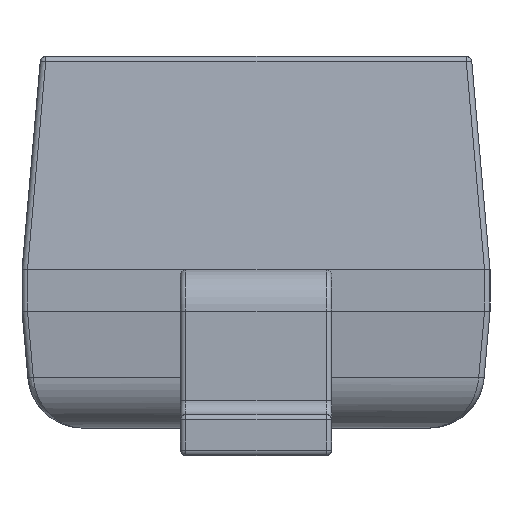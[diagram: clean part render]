
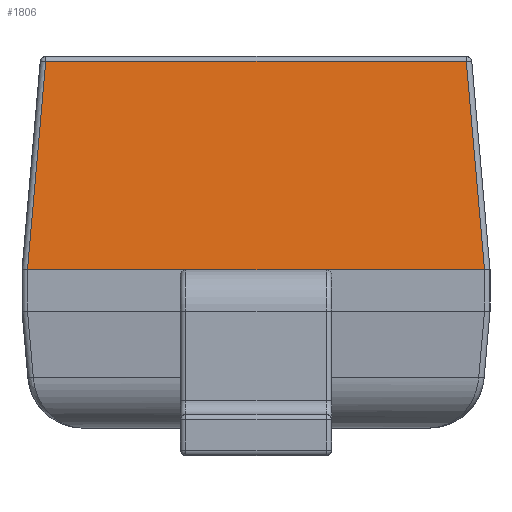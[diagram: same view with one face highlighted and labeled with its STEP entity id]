
A CAD part, left-side view. The second image highlights one B-rep face of the part: STEP entity #1806.
In plain terms, the highlighted planar face has unit normal (-0.996, 0, 0.087).
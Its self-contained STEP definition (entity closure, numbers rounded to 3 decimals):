
#1243 = EDGE_CURVE('',#1244,#1246,#1248,.T.);
#1244 = VERTEX_POINT('',#1245);
#1245 = CARTESIAN_POINT('',(-1.425,0.255,0.675));
#1246 = VERTEX_POINT('',#1247);
#1247 = CARTESIAN_POINT('',(-1.425,-0.255,0.675));
#1248 = LINE('',#1249,#1250);
#1249 = CARTESIAN_POINT('',(-1.425,0.85,0.675));
#1250 = VECTOR('',#1251,1.);
#1251 = DIRECTION('',(0.,-1.,0.));
#1294 = VERTEX_POINT('',#1295);
#1295 = CARTESIAN_POINT('',(-1.425,-0.83,0.675));
#1301 = EDGE_CURVE('',#1246,#1294,#1302,.T.);
#1302 = LINE('',#1303,#1304);
#1303 = CARTESIAN_POINT('',(-1.425,0.85,0.675));
#1304 = VECTOR('',#1305,1.);
#1305 = DIRECTION('',(0.,-1.,0.));
#1339 = EDGE_CURVE('',#1340,#1244,#1342,.T.);
#1340 = VERTEX_POINT('',#1341);
#1341 = CARTESIAN_POINT('',(-1.425,0.83,0.675));
#1342 = LINE('',#1343,#1344);
#1343 = CARTESIAN_POINT('',(-1.425,0.85,0.675));
#1344 = VECTOR('',#1345,1.);
#1345 = DIRECTION('',(0.,-1.,0.));
#1806 = ADVANCED_FACE('',(#1807),#1850,.F.);
#1807 = FACE_BOUND('',#1808,.T.);
#1808 = EDGE_LOOP('',(#1809,#1817,#1825,#1833,#1841,#1847,#1848,#1849));
#1809 = ORIENTED_EDGE('',*,*,#1810,.T.);
#1810 = EDGE_CURVE('',#1294,#1811,#1813,.T.);
#1811 = VERTEX_POINT('',#1812);
#1812 = CARTESIAN_POINT('',(-1.425,-0.83,0.675));
#1813 = LINE('',#1814,#1815);
#1814 = CARTESIAN_POINT('',(-1.425,0.85,0.675));
#1815 = VECTOR('',#1816,1.);
#1816 = DIRECTION('',(0.,-1.,0.));
#1817 = ORIENTED_EDGE('',*,*,#1818,.T.);
#1818 = EDGE_CURVE('',#1811,#1819,#1821,.T.);
#1819 = VERTEX_POINT('',#1820);
#1820 = CARTESIAN_POINT('',(-1.359,-0.764,
    1.432));
#1821 = LINE('',#1822,#1823);
#1822 = CARTESIAN_POINT('',(-1.358,-0.763,
    1.442));
#1823 = VECTOR('',#1824,1.);
#1824 = DIRECTION('',(0.087,0.087,
    0.992));
#1825 = ORIENTED_EDGE('',*,*,#1826,.T.);
#1826 = EDGE_CURVE('',#1819,#1827,#1829,.T.);
#1827 = VERTEX_POINT('',#1828);
#1828 = CARTESIAN_POINT('',(-1.359,0.764,
    1.432));
#1829 = LINE('',#1830,#1831);
#1830 = CARTESIAN_POINT('',(-1.359,0.782,
    1.432));
#1831 = VECTOR('',#1832,1.);
#1832 = DIRECTION('',(0.,1.,0.));
#1833 = ORIENTED_EDGE('',*,*,#1834,.T.);
#1834 = EDGE_CURVE('',#1827,#1835,#1837,.T.);
#1835 = VERTEX_POINT('',#1836);
#1836 = CARTESIAN_POINT('',(-1.425,0.83,0.675));
#1837 = LINE('',#1838,#1839);
#1838 = CARTESIAN_POINT('',(-1.345,0.75,1.589
    ));
#1839 = VECTOR('',#1840,1.);
#1840 = DIRECTION('',(-0.087,0.087,
    -0.992));
#1841 = ORIENTED_EDGE('',*,*,#1842,.T.);
#1842 = EDGE_CURVE('',#1835,#1340,#1843,.T.);
#1843 = LINE('',#1844,#1845);
#1844 = CARTESIAN_POINT('',(-1.425,0.85,0.675));
#1845 = VECTOR('',#1846,1.);
#1846 = DIRECTION('',(0.,-1.,0.));
#1847 = ORIENTED_EDGE('',*,*,#1339,.T.);
#1848 = ORIENTED_EDGE('',*,*,#1243,.T.);
#1849 = ORIENTED_EDGE('',*,*,#1301,.T.);
#1850 = PLANE('',#1851);
#1851 = AXIS2_PLACEMENT_3D('',#1852,#1853,#1854);
#1852 = CARTESIAN_POINT('',(-1.357,-0.85,1.45));
#1853 = DIRECTION('',(0.996,0.,
    -0.087));
#1854 = DIRECTION('',(0.087,0.,
    0.996));
